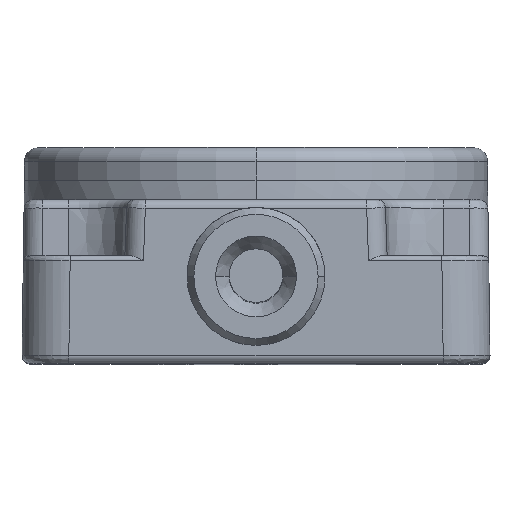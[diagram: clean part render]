
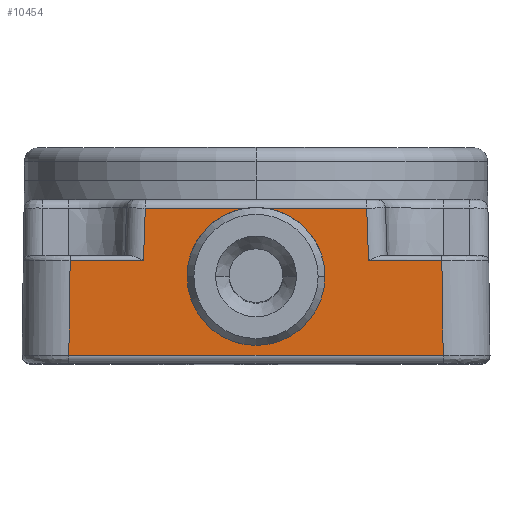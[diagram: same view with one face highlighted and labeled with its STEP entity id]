
A CAD part, top view. The second image highlights one B-rep face of the part: STEP entity #10454.
In plain terms, the highlighted planar face has unit normal (0, 0, 1).
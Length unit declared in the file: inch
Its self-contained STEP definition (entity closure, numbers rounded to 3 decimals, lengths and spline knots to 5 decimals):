
#1001=CARTESIAN_POINT('',(0.78133,0.31496,
1.37795));
#1032=CARTESIAN_POINT('',(0.,0.24803,1.37795));
#1033=DIRECTION('',(0.,0.,1.));
#1034=DIRECTION('',(1.,0.,0.));
#1035=AXIS2_PLACEMENT_3D('',#1032,#1033,#1034);
#1037=DIRECTION('',(1.,0.,0.));
#1038=VECTOR('',#1037,0.42665);
#1039=CARTESIAN_POINT('',(0.03873,0.53543,
1.37795));
#1040=LINE('',#1039,#1038);
#1041=DIRECTION('',(1.,0.,0.));
#1042=VECTOR('',#1041,0.30825);
#1043=CARTESIAN_POINT('',(0.47308,0.31496,
1.37795));
#1044=LINE('',#1043,#1042);
#1045=DIRECTION('',(-0.014,1.,0.));
#1046=VECTOR('',#1045,0.39768);
#1047=CARTESIAN_POINT('',(0.78688,-0.08268,
1.37795));
#1048=LINE('',#1047,#1046);
#1049=DIRECTION('',(-1.,0.,0.));
#1050=VECTOR('',#1049,1.57376);
#1051=CARTESIAN_POINT('',(0.78688,-0.08268,
1.37795));
#1052=LINE('',#1051,#1050);
#1053=DIRECTION('',(-0.014,-1.,0.));
#1054=VECTOR('',#1053,0.39768);
#1055=CARTESIAN_POINT('',(-0.78133,0.31496,
1.37795));
#1056=LINE('',#1055,#1054);
#1057=DIRECTION('',(1.,0.,0.));
#1058=VECTOR('',#1057,0.30825);
#1059=CARTESIAN_POINT('',(-0.78133,0.31496,
1.37795));
#1060=LINE('',#1059,#1058);
#1061=DIRECTION('',(1.,0.,0.));
#1062=VECTOR('',#1061,0.42665);
#1063=CARTESIAN_POINT('',(-0.46538,0.53543,
1.37795));
#1064=LINE('',#1063,#1062);
#1065=CARTESIAN_POINT('',(0.,0.24803,1.37795));
#1066=DIRECTION('',(0.,0.,1.));
#1067=DIRECTION('',(-0.134,0.991,0.));
#1068=AXIS2_PLACEMENT_3D('',#1065,#1066,#1067);
#1070=CARTESIAN_POINT('',(0.,0.24803,1.37795));
#1071=DIRECTION('',(0.,0.,1.));
#1072=DIRECTION('',(-1.,0.,0.));
#1073=AXIS2_PLACEMENT_3D('',#1070,#1071,#1072);
#1209=CARTESIAN_POINT('',(-0.46538,0.53543,
1.37795));
#1211=DIRECTION('',(-0.035,-0.999,0.));
#1212=VECTOR('',#1211,0.22061);
#1213=CARTESIAN_POINT('',(-0.46538,0.53543,
1.37795));
#1214=LINE('',#1213,#1212);
#1683=CARTESIAN_POINT('',(0.46538,0.53543,
1.37795));
#1716=DIRECTION('',(-0.035,0.999,0.));
#1717=VECTOR('',#1716,0.22061);
#1718=CARTESIAN_POINT('',(0.47308,0.31496,
1.37795));
#1719=LINE('',#1718,#1717);
#9145=CARTESIAN_POINT('',(0.78688,-0.08268,
1.37795));
#9146=CARTESIAN_POINT('',(-0.78688,-0.08268,
1.37795));
#9147=VERTEX_POINT('',#9145);
#9148=VERTEX_POINT('',#9146);
#9166=VERTEX_POINT('',#1683);
#9171=VERTEX_POINT('',#1209);
#9563=VERTEX_POINT('',#1001);
#9566=CARTESIAN_POINT('',(0.47308,0.31496,
1.37795));
#9567=VERTEX_POINT('',#9566);
#9568=CARTESIAN_POINT('',(-0.78133,0.31496,
1.37795));
#9569=CARTESIAN_POINT('',(-0.47308,0.31496,
1.37795));
#9570=VERTEX_POINT('',#9568);
#9571=VERTEX_POINT('',#9569);
#9594=CARTESIAN_POINT('',(0.29,0.24803,1.37795));
#9595=CARTESIAN_POINT('',(0.03873,0.53543,
1.37795));
#9596=VERTEX_POINT('',#9594);
#9597=VERTEX_POINT('',#9595);
#9598=CARTESIAN_POINT('',(-0.03873,0.53543,
1.37795));
#9599=CARTESIAN_POINT('',(-0.29,0.24803,1.37795));
#9600=VERTEX_POINT('',#9598);
#9601=VERTEX_POINT('',#9599);
#10425=CARTESIAN_POINT('',(-0.98425,-0.11811,
1.37795));
#10426=DIRECTION('',(0.,0.,1.));
#10427=DIRECTION('',(1.,0.,0.));
#10428=AXIS2_PLACEMENT_3D('',#10425,#10426,#10427);
#10429=PLANE('',#10428);
#10431=ORIENTED_EDGE('',*,*,#10430,.T.);
#10433=ORIENTED_EDGE('',*,*,#10432,.T.);
#10435=ORIENTED_EDGE('',*,*,#10434,.F.);
#10437=ORIENTED_EDGE('',*,*,#10436,.T.);
#10438=ORIENTED_EDGE('',*,*,#10417,.F.);
#10439=ORIENTED_EDGE('',*,*,#9994,.T.);
#10441=ORIENTED_EDGE('',*,*,#10440,.F.);
#10443=ORIENTED_EDGE('',*,*,#10442,.T.);
#10445=ORIENTED_EDGE('',*,*,#10444,.F.);
#10447=ORIENTED_EDGE('',*,*,#10446,.T.);
#10449=ORIENTED_EDGE('',*,*,#10448,.T.);
#10451=ORIENTED_EDGE('',*,*,#10450,.T.);
#10452=EDGE_LOOP('',(#10431,#10433,#10435,#10437,#10438,#10439,#10441,#10443,
#10445,#10447,#10449,#10451));
#10453=FACE_OUTER_BOUND('',#10452,.F.);
#10454=ADVANCED_FACE('',(#10453),#10429,.T.);
#1036=CIRCLE('',#1035,0.29);
#1069=CIRCLE('',#1068,0.29);
#1074=CIRCLE('',#1073,0.29);
#9994=EDGE_CURVE('',#9147,#9148,#1052,.T.);
#10417=EDGE_CURVE('',#9147,#9563,#1048,.T.);
#10430=EDGE_CURVE('',#9596,#9597,#1036,.T.);
#10432=EDGE_CURVE('',#9597,#9166,#1040,.T.);
#10434=EDGE_CURVE('',#9567,#9166,#1719,.T.);
#10436=EDGE_CURVE('',#9567,#9563,#1044,.T.);
#10440=EDGE_CURVE('',#9570,#9148,#1056,.T.);
#10442=EDGE_CURVE('',#9570,#9571,#1060,.T.);
#10444=EDGE_CURVE('',#9171,#9571,#1214,.T.);
#10446=EDGE_CURVE('',#9171,#9600,#1064,.T.);
#10448=EDGE_CURVE('',#9600,#9601,#1069,.T.);
#10450=EDGE_CURVE('',#9601,#9596,#1074,.T.);
